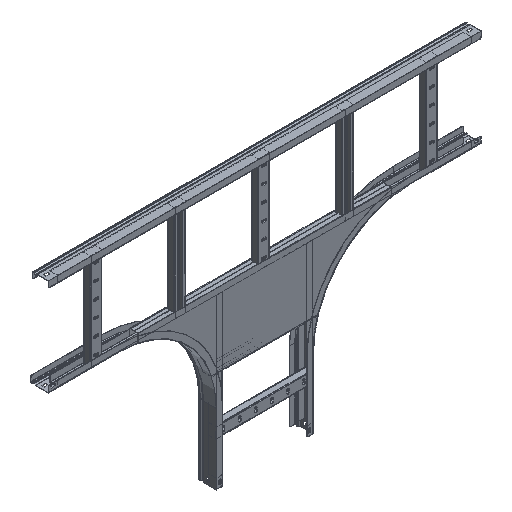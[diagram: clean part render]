
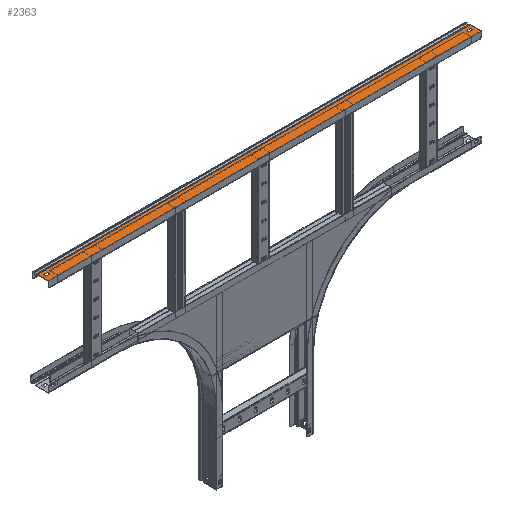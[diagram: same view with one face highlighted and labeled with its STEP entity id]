
A CAD part, isometric view. The second image highlights one B-rep face of the part: STEP entity #2363.
In plain terms, the highlighted face is planar.
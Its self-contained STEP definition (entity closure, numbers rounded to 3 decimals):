
#65 = EDGE_CURVE ( 'NONE', #9606, #707, #1001, .T. ) ;
#116 = LINE ( 'NONE', #9045, #8275 ) ;
#153 = VECTOR ( 'NONE', #5304, 1000. ) ;
#170 = DIRECTION ( 'NONE',  ( 0., 1., 0. ) ) ;
#180 = CARTESIAN_POINT ( 'NONE',  ( 0., 24.5, -658. ) ) ;
#359 = CARTESIAN_POINT ( 'NONE',  ( 0., 2.2, 667. ) ) ;
#376 = FACE_BOUND ( 'NONE', #8767, .T. ) ;
#378 = DIRECTION ( 'NONE',  ( 0., -1., 0. ) ) ;
#430 = LINE ( 'NONE', #823, #660 ) ;
#483 = VERTEX_POINT ( 'NONE', #2625 ) ;
#488 = ORIENTED_EDGE ( 'NONE', *, *, #8185, .T. ) ;
#525 = CARTESIAN_POINT ( 'NONE',  ( 0., 17.5, -646. ) ) ;
#564 = DIRECTION ( 'NONE',  ( 0., 0., 1. ) ) ;
#660 = VECTOR ( 'NONE', #8743, 1000. ) ;
#707 = VERTEX_POINT ( 'NONE', #8124 ) ;
#823 = CARTESIAN_POINT ( 'NONE',  ( 0., 2.2, -667. ) ) ;
#1001 = LINE ( 'NONE', #9719, #4600 ) ;
#1021 = ORIENTED_EDGE ( 'NONE', *, *, #4949, .F. ) ;
#1058 = LINE ( 'NONE', #5673, #4926 ) ;
#1207 = ORIENTED_EDGE ( 'NONE', *, *, #7467, .F. ) ;
#1261 = EDGE_LOOP ( 'NONE', ( #1670, #1475, #5036, #10154 ) ) ;
#1264 = CARTESIAN_POINT ( 'NONE',  ( 0., 35.525, -667. ) ) ;
#1381 = LINE ( 'NONE', #5184, #5136 ) ;
#1475 = ORIENTED_EDGE ( 'NONE', *, *, #65, .T. ) ;
#1670 = ORIENTED_EDGE ( 'NONE', *, *, #6135, .T. ) ;
#1731 = VERTEX_POINT ( 'NONE', #180 ) ;
#1783 = VECTOR ( 'NONE', #9506, 1000. ) ;
#1839 = DIRECTION ( 'NONE',  ( 0., 1., 0. ) ) ;
#1907 = CARTESIAN_POINT ( 'NONE',  ( 0., 24.5, 646. ) ) ;
#1925 = DIRECTION ( 'NONE',  ( 0., -1., 0. ) ) ;
#2075 = DIRECTION ( 'NONE',  ( 0., 0., -1. ) ) ;
#2315 = VECTOR ( 'NONE', #9228, 1000. ) ;
#2319 = LINE ( 'NONE', #8164, #8412 ) ;
#2360 = DIRECTION ( 'NONE',  ( 0., -1., 0. ) ) ;
#2363 = ADVANCED_FACE ( 'NONE', ( #2710, #9150, #376 ), #5741, .F. ) ;
#2401 = CARTESIAN_POINT ( 'NONE',  ( 0., 35.525, 667. ) ) ;
#2404 = LINE ( 'NONE', #3823, #7008 ) ;
#2470 = CARTESIAN_POINT ( 'NONE',  ( 0., 0., 667. ) ) ;
#2546 = ORIENTED_EDGE ( 'NONE', *, *, #5974, .T. ) ;
#2625 = CARTESIAN_POINT ( 'NONE',  ( 0., 24.5, -646. ) ) ;
#2692 = VERTEX_POINT ( 'NONE', #2470 ) ;
#2710 = FACE_OUTER_BOUND ( 'NONE', #4328, .T. ) ;
#2798 = EDGE_CURVE ( 'NONE', #3923, #8404, #2319, .T. ) ;
#2857 = CARTESIAN_POINT ( 'NONE',  ( 0., 17.5, 646. ) ) ;
#2882 = CARTESIAN_POINT ( 'NONE',  ( 0., 24.5, -646. ) ) ;
#2973 = LINE ( 'NONE', #5271, #153 ) ;
#3022 = EDGE_CURVE ( 'NONE', #7278, #2692, #116, .T. ) ;
#3048 = EDGE_CURVE ( 'NONE', #8106, #3139, #7525, .T. ) ;
#3128 = CARTESIAN_POINT ( 'NONE',  ( 0., 24.5, 646. ) ) ;
#3139 = VERTEX_POINT ( 'NONE', #3128 ) ;
#3361 = CARTESIAN_POINT ( 'NONE',  ( 0., 2.2, -667. ) ) ;
#3576 = ORIENTED_EDGE ( 'NONE', *, *, #6183, .T. ) ;
#3628 = ORIENTED_EDGE ( 'NONE', *, *, #3022, .F. ) ;
#3689 = LINE ( 'NONE', #2882, #2315 ) ;
#3823 = CARTESIAN_POINT ( 'NONE',  ( 0., 0., -667. ) ) ;
#3923 = VERTEX_POINT ( 'NONE', #8519 ) ;
#3974 = ORIENTED_EDGE ( 'NONE', *, *, #5140, .F. ) ;
#4163 = LINE ( 'NONE', #4823, #4792 ) ;
#4328 = EDGE_LOOP ( 'NONE', ( #488, #6839, #1021, #5472, #9007, #2546, #3576, #3628 ) ) ;
#4455 = EDGE_CURVE ( 'NONE', #9844, #483, #3689, .T. ) ;
#4559 = VECTOR ( 'NONE', #564, 1000. ) ;
#4600 = VECTOR ( 'NONE', #2360, 1000. ) ;
#4635 = CARTESIAN_POINT ( 'NONE',  ( 0., 24.5, -658. ) ) ;
#4677 = LINE ( 'NONE', #4635, #9967 ) ;
#4792 = VECTOR ( 'NONE', #5537, 1000. ) ;
#4823 = CARTESIAN_POINT ( 'NONE',  ( 0., 24.5, 658. ) ) ;
#4926 = VECTOR ( 'NONE', #170, 1000. ) ;
#4949 = EDGE_CURVE ( 'NONE', #9906, #8404, #9251, .T. ) ;
#5036 = ORIENTED_EDGE ( 'NONE', *, *, #8629, .T. ) ;
#5136 = VECTOR ( 'NONE', #5273, 1000. ) ;
#5140 = EDGE_CURVE ( 'NONE', #1731, #9429, #6542, .T. ) ;
#5162 = CARTESIAN_POINT ( 'NONE',  ( 0., 24.5, -658. ) ) ;
#5184 = CARTESIAN_POINT ( 'NONE',  ( 0., 17.5, -658. ) ) ;
#5271 = CARTESIAN_POINT ( 'NONE',  ( 0., 2.2, 667. ) ) ;
#5273 = DIRECTION ( 'NONE',  ( 0., 0., 1. ) ) ;
#5304 = DIRECTION ( 'NONE',  ( 0., 1., 0. ) ) ;
#5313 = CARTESIAN_POINT ( 'NONE',  ( 0., 35.525, -667. ) ) ;
#5400 = DIRECTION ( 'NONE',  ( 0., -1., 0. ) ) ;
#5472 = ORIENTED_EDGE ( 'NONE', *, *, #6735, .F. ) ;
#5537 = DIRECTION ( 'NONE',  ( 0., 0., 1. ) ) ;
#5673 = CARTESIAN_POINT ( 'NONE',  ( 0., 2.2, -667. ) ) ;
#5690 = ORIENTED_EDGE ( 'NONE', *, *, #8963, .F. ) ;
#5741 = PLANE ( 'NONE',  #5831 ) ;
#5831 = AXIS2_PLACEMENT_3D ( 'NONE', #3361, #8908, #7353 ) ;
#5868 = LINE ( 'NONE', #7593, #6837 ) ;
#5893 = ORIENTED_EDGE ( 'NONE', *, *, #4455, .F. ) ;
#5906 = VERTEX_POINT ( 'NONE', #9261 ) ;
#5974 = EDGE_CURVE ( 'NONE', #7330, #9707, #2404, .T. ) ;
#6037 = VECTOR ( 'NONE', #1925, 1000. ) ;
#6135 = EDGE_CURVE ( 'NONE', #3139, #9606, #4163, .T. ) ;
#6170 = CARTESIAN_POINT ( 'NONE',  ( 0., 17.5, -658. ) ) ;
#6183 = EDGE_CURVE ( 'NONE', #9707, #2692, #9961, .T. ) ;
#6542 = LINE ( 'NONE', #5162, #6037 ) ;
#6735 = EDGE_CURVE ( 'NONE', #5906, #9906, #430, .T. ) ;
#6837 = VECTOR ( 'NONE', #2075, 1000. ) ;
#6839 = ORIENTED_EDGE ( 'NONE', *, *, #2798, .T. ) ;
#7008 = VECTOR ( 'NONE', #5400, 1000. ) ;
#7200 = CARTESIAN_POINT ( 'NONE',  ( 0., 24.5, 658. ) ) ;
#7278 = VERTEX_POINT ( 'NONE', #359 ) ;
#7330 = VERTEX_POINT ( 'NONE', #7478 ) ;
#7353 = DIRECTION ( 'NONE',  ( 0., 0., -1. ) ) ;
#7467 = EDGE_CURVE ( 'NONE', #9429, #9844, #1381, .T. ) ;
#7478 = CARTESIAN_POINT ( 'NONE',  ( 0., 2.2, -667. ) ) ;
#7525 = LINE ( 'NONE', #1907, #10234 ) ;
#7593 = CARTESIAN_POINT ( 'NONE',  ( 0., 17.5, 658. ) ) ;
#7870 = DIRECTION ( 'NONE',  ( 0., 0., -1. ) ) ;
#8106 = VERTEX_POINT ( 'NONE', #2857 ) ;
#8124 = CARTESIAN_POINT ( 'NONE',  ( 0., 17.5, 658. ) ) ;
#8164 = CARTESIAN_POINT ( 'NONE',  ( 0., 36.184, 667. ) ) ;
#8185 = EDGE_CURVE ( 'NONE', #7278, #3923, #2973, .T. ) ;
#8275 = VECTOR ( 'NONE', #378, 1000. ) ;
#8404 = VERTEX_POINT ( 'NONE', #2401 ) ;
#8412 = VECTOR ( 'NONE', #1839, 1000. ) ;
#8519 = CARTESIAN_POINT ( 'NONE',  ( 0., 34.499, 667. ) ) ;
#8629 = EDGE_CURVE ( 'NONE', #707, #8106, #5868, .T. ) ;
#8743 = DIRECTION ( 'NONE',  ( 0., 1., 0. ) ) ;
#8767 = EDGE_LOOP ( 'NONE', ( #3974, #5690, #5893, #1207 ) ) ;
#8783 = CARTESIAN_POINT ( 'NONE',  ( 0., 0., -667. ) ) ;
#8908 = DIRECTION ( 'NONE',  ( 1., 0., 0. ) ) ;
#8963 = EDGE_CURVE ( 'NONE', #483, #1731, #4677, .T. ) ;
#9007 = ORIENTED_EDGE ( 'NONE', *, *, #9052, .F. ) ;
#9045 = CARTESIAN_POINT ( 'NONE',  ( 0., 2.2, 667. ) ) ;
#9052 = EDGE_CURVE ( 'NONE', #7330, #5906, #1058, .T. ) ;
#9081 = DIRECTION ( 'NONE',  ( 0., 1., 0. ) ) ;
#9150 = FACE_BOUND ( 'NONE', #1261, .T. ) ;
#9228 = DIRECTION ( 'NONE',  ( 0., 1., 0. ) ) ;
#9251 = LINE ( 'NONE', #5313, #4559 ) ;
#9261 = CARTESIAN_POINT ( 'NONE',  ( 0., 34.499, -667. ) ) ;
#9429 = VERTEX_POINT ( 'NONE', #6170 ) ;
#9506 = DIRECTION ( 'NONE',  ( 0., 0., 1. ) ) ;
#9606 = VERTEX_POINT ( 'NONE', #7200 ) ;
#9707 = VERTEX_POINT ( 'NONE', #9755 ) ;
#9719 = CARTESIAN_POINT ( 'NONE',  ( 0., 24.5, 658. ) ) ;
#9755 = CARTESIAN_POINT ( 'NONE',  ( 0., 0., -667. ) ) ;
#9844 = VERTEX_POINT ( 'NONE', #525 ) ;
#9906 = VERTEX_POINT ( 'NONE', #1264 ) ;
#9961 = LINE ( 'NONE', #8783, #1783 ) ;
#9967 = VECTOR ( 'NONE', #7870, 1000. ) ;
#10154 = ORIENTED_EDGE ( 'NONE', *, *, #3048, .T. ) ;
#10234 = VECTOR ( 'NONE', #9081, 1000. ) ;
